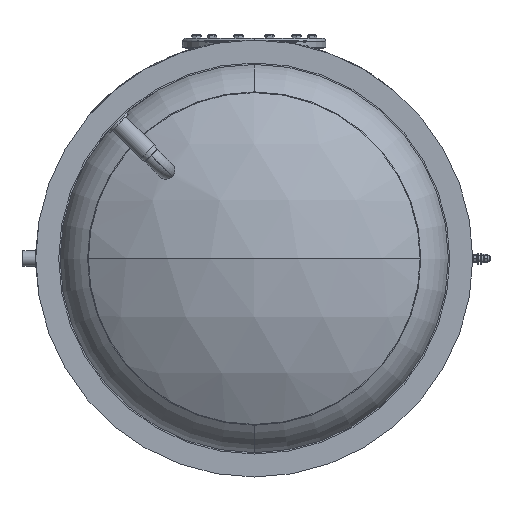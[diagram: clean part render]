
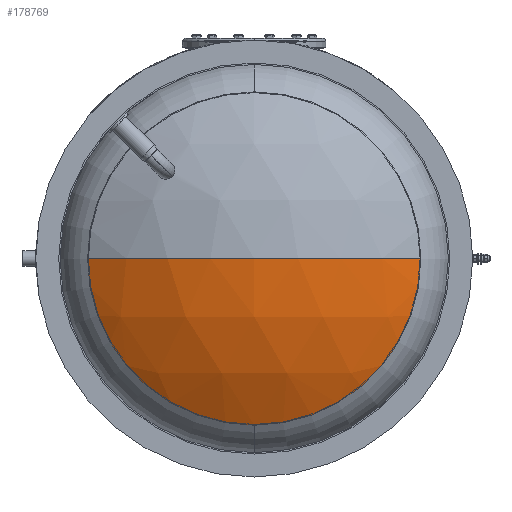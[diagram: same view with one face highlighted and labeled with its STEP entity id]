
A CAD part, front view. The second image highlights one B-rep face of the part: STEP entity #178769.
In plain terms, the highlighted spherical face has radius 683 mm.
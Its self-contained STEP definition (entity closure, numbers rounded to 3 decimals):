
#2939 = ORIENTED_EDGE ( 'NONE', *, *, #171517, .F. ) ;
#4292 = ORIENTED_EDGE ( 'NONE', *, *, #149666, .F. ) ;
#9523 = CARTESIAN_POINT ( 'NONE',  ( 0., 130.497, 0. ) ) ;
#11560 = CARTESIAN_POINT ( 'NONE',  ( 0., -448.5, 0. ) ) ;
#14715 = CARTESIAN_POINT ( 'NONE',  ( 362.286, 130.497, 0. ) ) ;
#21149 = AXIS2_PLACEMENT_3D ( 'NONE', #9523, #231823, #112167 ) ;
#43554 = VERTEX_POINT ( 'NONE', #14715 ) ;
#48336 = VERTEX_POINT ( 'NONE', #235872 ) ;
#51142 = AXIS2_PLACEMENT_3D ( 'NONE', #11560, #219473, #97136 ) ;
#51157 = DIRECTION ( 'NONE',  ( 0., 0., -1. ) ) ;
#55003 = EDGE_CURVE ( 'NONE', #167338, #43554, #92532, .T. ) ;
#66662 = CARTESIAN_POINT ( 'NONE',  ( 0., 130.497, -362.286 ) ) ;
#74846 = CIRCLE ( 'NONE', #156859, 683. ) ;
#84563 = CARTESIAN_POINT ( 'NONE',  ( 0., 234.5, 0. ) ) ;
#92532 = CIRCLE ( 'NONE', #21149, 362.286 ) ;
#97136 = DIRECTION ( 'NONE',  ( -1., 0., 0. ) ) ;
#98378 = EDGE_CURVE ( 'NONE', #165823, #43554, #74846, .T. ) ;
#109372 = AXIS2_PLACEMENT_3D ( 'NONE', #172616, #135044, #51157 ) ;
#112167 = DIRECTION ( 'NONE',  ( 0., 0., -1. ) ) ;
#117976 = CARTESIAN_POINT ( 'NONE',  ( 0., -448.5, 0. ) ) ;
#119736 = DIRECTION ( 'NONE',  ( 0., 0., 1. ) ) ;
#135044 = DIRECTION ( 'NONE',  ( 0., -1., 0. ) ) ;
#141173 = CARTESIAN_POINT ( 'NONE',  ( 0., -448.5, 0. ) ) ;
#149666 = EDGE_CURVE ( 'NONE', #165823, #48336, #195065, .T. ) ;
#155129 = CIRCLE ( 'NONE', #109372, 362.286 ) ;
#156859 = AXIS2_PLACEMENT_3D ( 'NONE', #117976, #237684, #177854 ) ;
#165823 = VERTEX_POINT ( 'NONE', #84563 ) ;
#167338 = VERTEX_POINT ( 'NONE', #66662 ) ;
#171517 = EDGE_CURVE ( 'NONE', #48336, #167338, #155129, .T. ) ;
#172616 = CARTESIAN_POINT ( 'NONE',  ( 0., 130.497, 0. ) ) ;
#177471 = AXIS2_PLACEMENT_3D ( 'NONE', #141173, #119736, #220635 ) ;
#177854 = DIRECTION ( 'NONE',  ( -1., 0., 0. ) ) ;
#178769 = ADVANCED_FACE ( 'NONE', ( #247548 ), #240850, .T. ) ;
#185527 = ORIENTED_EDGE ( 'NONE', *, *, #55003, .F. ) ;
#195065 = CIRCLE ( 'NONE', #177471, 683. ) ;
#213526 = EDGE_LOOP ( 'NONE', ( #4292, #214133, #185527, #2939 ) ) ;
#214133 = ORIENTED_EDGE ( 'NONE', *, *, #98378, .T. ) ;
#219473 = DIRECTION ( 'NONE',  ( 0., 0., -1. ) ) ;
#220635 = DIRECTION ( 'NONE',  ( 1., 0., 0. ) ) ;
#231823 = DIRECTION ( 'NONE',  ( 0., -1., 0. ) ) ;
#235872 = CARTESIAN_POINT ( 'NONE',  ( -362.286, 130.497, 0. ) ) ;
#237684 = DIRECTION ( 'NONE',  ( 0., 0., -1. ) ) ;
#240850 = SPHERICAL_SURFACE ( 'NONE', #51142, 683. ) ;
#247548 = FACE_OUTER_BOUND ( 'NONE', #213526, .T. ) ;
